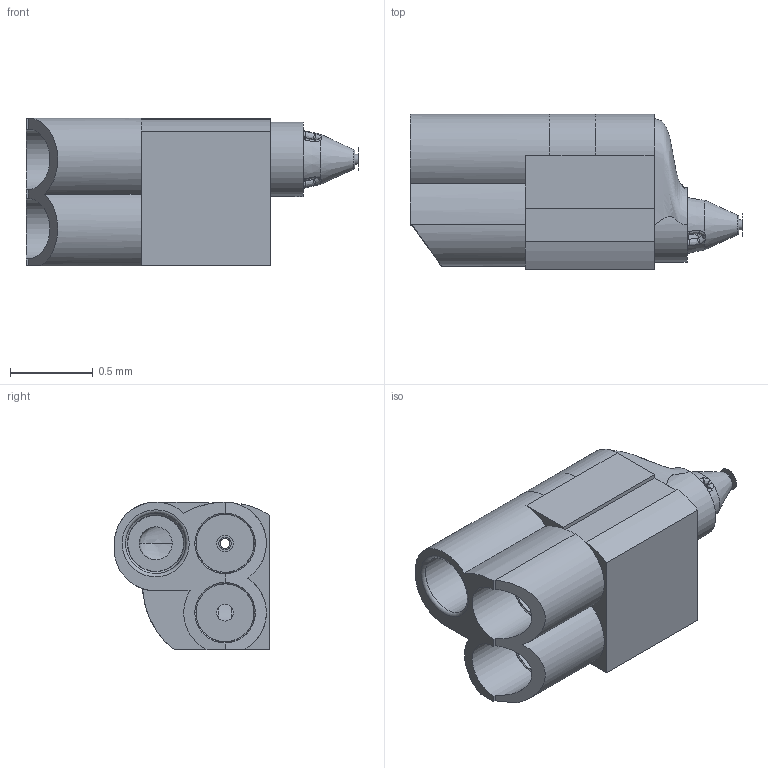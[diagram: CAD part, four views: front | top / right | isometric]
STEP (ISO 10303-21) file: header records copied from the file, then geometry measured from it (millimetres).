
FILE_DESCRIPTION(/* description */ (''),/* implementation_level */ '2;1');
FILE_NAME(/* name */ 'MVED_V_100_75_180_332_75_60_75_21_9.stp',/* time_stamp */ '2021-11-24T17:47:22+01:00',/* author */ ('vakilim'),/* organization */ (''),/* preprocessor_version */ 'ST-DEVELOPER v17',/* originating_system */ 'Autodesk Inventor 2018',/* authorisation */ '');
FILE_SCHEMA (('AUTOMOTIVE_DESIGN { 1 0 10303 214 3 1 1 }'));
Length unit declared in the file: millimetre
Products named in the file (1): MV_100_75_180_332_75_60_75_21_91
Bounding box: 2.01 x 0.94 x 0.9 mm (x, y, z)
Volume: 0.7 mm3; surface area: 11.7 mm2
Topology: 1 solids, 1 shells, 204 faces, 585 edges, 375 vertices
Faces by surface type: bspline 77, cylinder 46, plane 38, cone 33, torus 10
Full cylindrical faces by diameter (mm): 0.06 x1, 0.075 x2, 0.1 x3, 0.115 x1, 0.14 x1, 0.18 x2, 0.2 x1, 0.22 x1, 0.366 x9
Entity records: 11930 total; most frequent: CARTESIAN_POINT 7039, ORIENTED_EDGE 1166, DIRECTION 873, EDGE_CURVE 583, VERTEX_POINT 375, AXIS2_PLACEMENT_3D 364, CIRCLE 220, EDGE_LOOP 211
